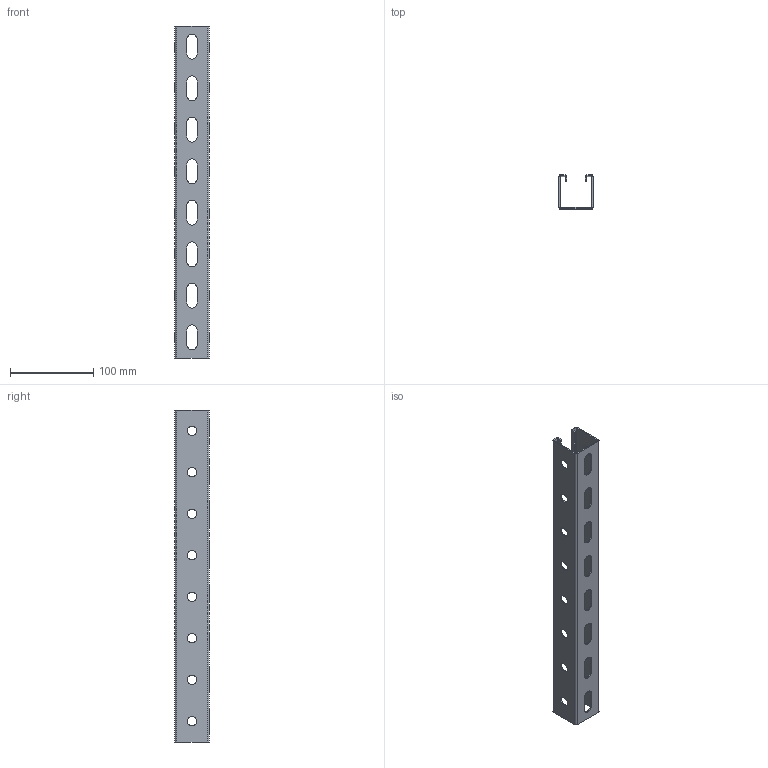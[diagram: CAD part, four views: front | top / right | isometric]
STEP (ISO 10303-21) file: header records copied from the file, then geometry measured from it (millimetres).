
FILE_DESCRIPTION (( 'STEP AP203' ), '1' );
FILE_NAME ('STRUT-镳铘桦黖h41-400.step', '2022-01-24T11:51:45', ( '' ), ( '' ), 'SwSTEP 2.0', 'SolidWorks 2017', '' );
FILE_SCHEMA (( 'CONFIG_CONTROL_DESIGN' ));
Length unit declared in the file: millimetre
Products named in the file (1): STRUT-镳铘桦黖h41-400
Bounding box: 41 x 41 x 400 mm (x, y, z)
Volume: 78746.2 mm3; surface area: 109632.8 mm2
Topology: 1 solids, 1 shells, 782 faces, 2316 edges, 1536 vertices
Faces by surface type: plane 728, cylinder 54
Entity records: 25829 total; most frequent: CARTESIAN_POINT 4635, ORIENTED_EDGE 4632, DIRECTION 3990, EDGE_CURVE 2316, VECTOR 2208, LINE 2208, VERTEX_POINT 1536, AXIS2_PLACEMENT_3D 891
